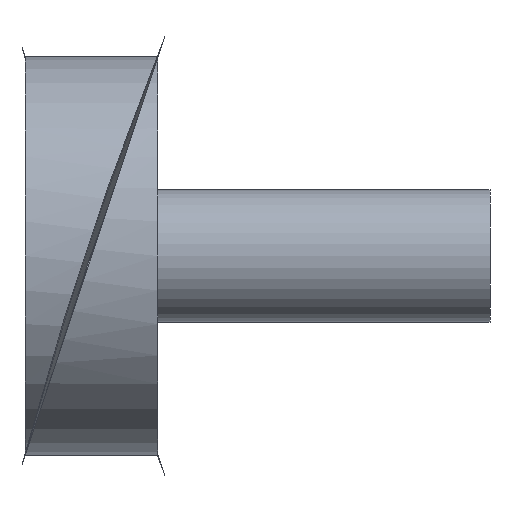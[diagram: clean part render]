
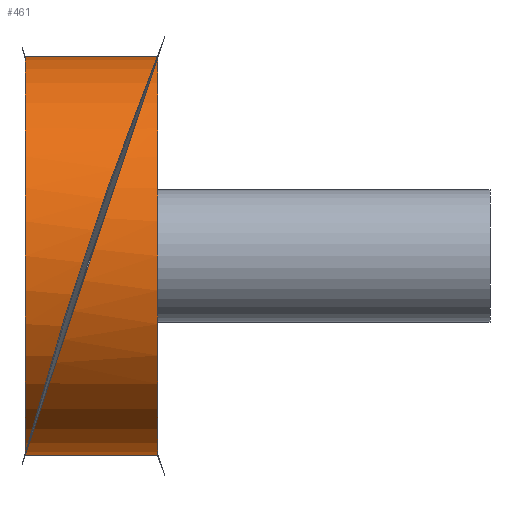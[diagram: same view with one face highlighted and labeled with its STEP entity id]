
A CAD part, left-side view. The second image highlights one B-rep face of the part: STEP entity #461.
In plain terms, the highlighted cylindrical face has radius 15 mm (diameter 30 mm), a partial arc.
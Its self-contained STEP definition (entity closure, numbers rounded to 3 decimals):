
#10 = EDGE_LOOP ( 'NONE', ( #48, #170 ) ) ;
#23 = CARTESIAN_POINT ( 'NONE',  ( -11.529, 8.199, -9.596 ) ) ;
#28 = CARTESIAN_POINT ( 'NONE',  ( -14.687, 4.392, 3.08 ) ) ;
#31 = FACE_OUTER_BOUND ( 'NONE', #32, .T. ) ;
#32 = EDGE_LOOP ( 'NONE', ( #475, #56, #278, #207 ) ) ;
#41 = CARTESIAN_POINT ( 'NONE',  ( 0., 0., -15. ) ) ;
#48 = ORIENTED_EDGE ( 'NONE', *, *, #441, .T. ) ;
#51 = CARTESIAN_POINT ( 'NONE',  ( 0., 10., -15. ) ) ;
#56 = ORIENTED_EDGE ( 'NONE', *, *, #323, .F. ) ;
#67 = CARTESIAN_POINT ( 'NONE',  ( -11.562, 1.815, 9.556 ) ) ;
#68 = CARTESIAN_POINT ( 'NONE',  ( -14.914, 4.839, 1.821 ) ) ;
#71 = CARTESIAN_POINT ( 'NONE',  ( -14.651, 6.517, -3.333 ) ) ;
#74 = CARTESIAN_POINT ( 'NONE',  ( -16.354, 6.267, -3.8 ) ) ;
#81 =( BOUNDED_CURVE ( )  B_SPLINE_CURVE ( 3, ( #373, #343, #74, #458 ),
 .UNSPECIFIED., .F., .F. ) 
 B_SPLINE_CURVE_WITH_KNOTS ( ( 4, 4 ),
 ( 0.88, 2.265 ),
 .UNSPECIFIED. ) 
 CURVE ( )  GEOMETRIC_REPRESENTATION_ITEM ( )  RATIONAL_B_SPLINE_CURVE ( ( 1., 0.846, 0.846, 1. ) ) 
 REPRESENTATION_ITEM ( '' )  );
#89 = VECTOR ( 'NONE', #480, 1000. ) ;
#93 = VERTEX_POINT ( 'NONE', #283 ) ;
#117 = CARTESIAN_POINT ( 'NONE',  ( 0., 0., 0. ) ) ;
#123 = CARTESIAN_POINT ( 'NONE',  ( -11.562, 1.815, 9.556 ) ) ;
#131 = CIRCLE ( 'NONE', #261, 15. ) ;
#137 = VERTEX_POINT ( 'NONE', #123 ) ;
#147 = LINE ( 'NONE', #296, #89 ) ;
#149 = AXIS2_PLACEMENT_3D ( 'NONE', #117, #264, #420 ) ;
#152 = CARTESIAN_POINT ( 'NONE',  ( -14.918, 5.983, -1.626 ) ) ;
#153 = CARTESIAN_POINT ( 'NONE',  ( -12.112, 2.12, 8.891 ) ) ;
#160 = EDGE_CURVE ( 'NONE', #466, #201, #236, .T. ) ;
#163 = CYLINDRICAL_SURFACE ( 'NONE', #449, 15. ) ;
#170 = ORIENTED_EDGE ( 'NONE', *, *, #410, .T. ) ;
#175 = CIRCLE ( 'NONE', #149, 15. ) ;
#189 = CARTESIAN_POINT ( 'NONE',  ( -13.462, 7.466, -6.631 ) ) ;
#193 = CARTESIAN_POINT ( 'NONE',  ( -14.593, 4.242, 3.497 ) ) ;
#195 = CARTESIAN_POINT ( 'NONE',  ( -11.529, 8.199, -9.596 ) ) ;
#199 = CARTESIAN_POINT ( 'NONE',  ( -12.61, 7.87, -8.171 ) ) ;
#201 = VERTEX_POINT ( 'NONE', #41 ) ;
#207 = ORIENTED_EDGE ( 'NONE', *, *, #473, .T. ) ;
#217 = DIRECTION ( 'NONE',  ( 0., 1., 0. ) ) ;
#223 = CARTESIAN_POINT ( 'NONE',  ( -14.37, 3.939, 4.324 ) ) ;
#228 = CARTESIAN_POINT ( 'NONE',  ( -14.987, 5.705, -0.763 ) ) ;
#231 = CARTESIAN_POINT ( 'NONE',  ( -13.262, 7.571, -7.022 ) ) ;
#236 = LINE ( 'NONE', #51, #394 ) ;
#261 = AXIS2_PLACEMENT_3D ( 'NONE', #289, #217, #440 ) ;
#264 = DIRECTION ( 'NONE',  ( 0., 1., 0. ) ) ;
#277 = DIRECTION ( 'NONE',  ( 0., -1., 0. ) ) ;
#278 = ORIENTED_EDGE ( 'NONE', *, *, #160, .T. ) ;
#283 = CARTESIAN_POINT ( 'NONE',  ( 0., 0., 15. ) ) ;
#284 = EDGE_CURVE ( 'NONE', #457, #93, #147, .T. ) ;
#289 = CARTESIAN_POINT ( 'NONE',  ( 0., 10., 0. ) ) ;
#296 = CARTESIAN_POINT ( 'NONE',  ( 0., 10., 15. ) ) ;
#299 = CARTESIAN_POINT ( 'NONE',  ( -15.003, 5.562, -0.327 ) ) ;
#301 = CARTESIAN_POINT ( 'NONE',  ( -13.798, 3.328, 5.945 ) ) ;
#303 = FACE_BOUND ( 'NONE', #10, .T. ) ;
#307 = CARTESIAN_POINT ( 'NONE',  ( -14.865, 6.119, -2.054 ) ) ;
#308 = CARTESIAN_POINT ( 'NONE',  ( -13.44, 3.025, 6.715 ) ) ;
#323 = EDGE_CURVE ( 'NONE', #466, #457, #131, .T. ) ;
#338 = CARTESIAN_POINT ( 'NONE',  ( 0., 10., -15. ) ) ;
#343 = CARTESIAN_POINT ( 'NONE',  ( -16.367, 3.753, 3.742 ) ) ;
#344 = CARTESIAN_POINT ( 'NONE',  ( -12.107, 8.048, -8.902 ) ) ;
#370 = CARTESIAN_POINT ( 'NONE',  ( -14.434, 6.77, -4.174 ) ) ;
#373 = CARTESIAN_POINT ( 'NONE',  ( -11.562, 1.815, 9.556 ) ) ;
#380 = CARTESIAN_POINT ( 'NONE',  ( -14.994, 5.131, 0.969 ) ) ;
#384 = CARTESIAN_POINT ( 'NONE',  ( -12.596, 2.421, 8.188 ) ) ;
#394 = VECTOR ( 'NONE', #277, 1000. ) ;
#399 = VERTEX_POINT ( 'NONE', #23 ) ;
#410 = EDGE_CURVE ( 'NONE', #137, #399, #81, .T. ) ;
#420 = DIRECTION ( 'NONE',  ( 0., 0., 1. ) ) ;
#440 = DIRECTION ( 'NONE',  ( 0., 0., 1. ) ) ;
#441 = EDGE_CURVE ( 'NONE', #399, #137, #495, .T. ) ;
#449 = AXIS2_PLACEMENT_3D ( 'NONE', #455, #454, #492 ) ;
#453 = CARTESIAN_POINT ( 'NONE',  ( -13.827, 7.246, -5.831 ) ) ;
#454 = DIRECTION ( 'NONE',  ( 0., -1., 0. ) ) ;
#455 = CARTESIAN_POINT ( 'NONE',  ( 0., 10., 0. ) ) ;
#457 = VERTEX_POINT ( 'NONE', #499 ) ;
#458 = CARTESIAN_POINT ( 'NONE',  ( -11.529, 8.199, -9.596 ) ) ;
#461 = ADVANCED_FACE ( 'NONE', ( #31, #303 ), #163, .T. ) ;
#466 = VERTEX_POINT ( 'NONE', #338 ) ;
#473 = EDGE_CURVE ( 'NONE', #201, #93, #175, .T. ) ;
#475 = ORIENTED_EDGE ( 'NONE', *, *, #284, .F. ) ;
#480 = DIRECTION ( 'NONE',  ( 0., -1., 0. ) ) ;
#492 = DIRECTION ( 'NONE',  ( 0., 0., -1. ) ) ;
#493 = CARTESIAN_POINT ( 'NONE',  ( -14.239, 3.786, 4.736 ) ) ;
#494 = CARTESIAN_POINT ( 'NONE',  ( -13.993, 7.13, -5.42 ) ) ;
#495 = B_SPLINE_CURVE_WITH_KNOTS ( 'NONE', 3,
 ( #195, #344, #199, #231, #189, #453, #494, #370, #71, #307, #152, #228, #299, #380, #68, #28, #193, #223, #493, #301, #308, #384, #153, #67 ),
 .UNSPECIFIED., .F., .F.,
 ( 4, 2, 2, 2, 2, 2, 2, 2, 2, 2, 2, 4 ),
 ( 0., 0.003, 0.004, 0.005, 0.008, 0.009, 0.011, 0.014, 0.015, 0.016, 0.019, 0.022 ),
 .UNSPECIFIED. ) ;
#499 = CARTESIAN_POINT ( 'NONE',  ( 0., 10., 15. ) ) ;
